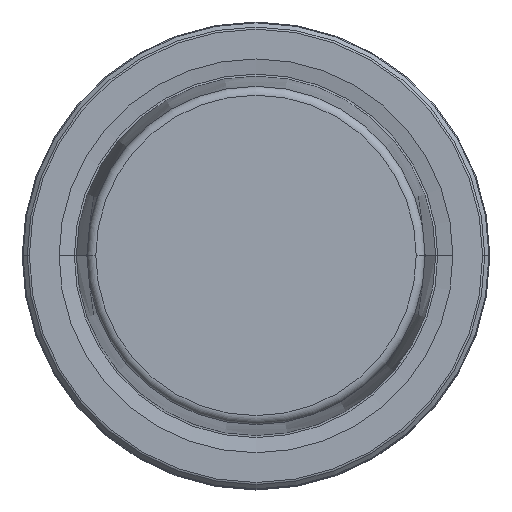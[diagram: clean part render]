
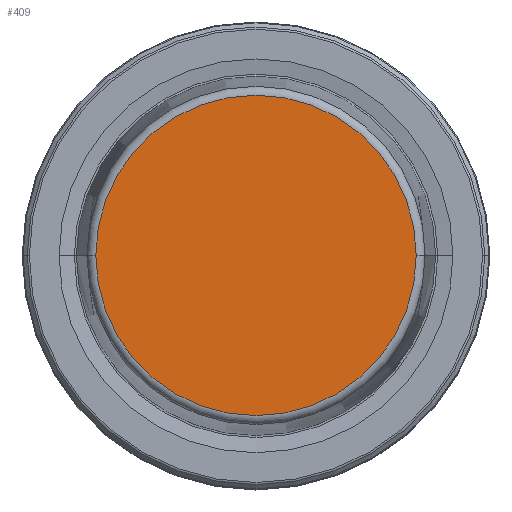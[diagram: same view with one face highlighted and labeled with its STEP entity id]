
A CAD part, top view. The second image highlights one B-rep face of the part: STEP entity #409.
In plain terms, the highlighted planar face has unit normal (0, 0, 1).
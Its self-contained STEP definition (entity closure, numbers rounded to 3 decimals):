
#41 = AXIS2_PLACEMENT_3D ( 'NONE', #913, #609, #798 ) ;
#73 = CARTESIAN_POINT ( 'NONE',  ( 0., 0., 31.9 ) ) ;
#87 = CARTESIAN_POINT ( 'NONE',  ( 21.581, 0., 31.9 ) ) ;
#100 = DIRECTION ( 'NONE',  ( 0., 0., 1. ) ) ;
#120 = FACE_OUTER_BOUND ( 'NONE', #526, .T. ) ;
#148 = CIRCLE ( 'NONE', #185, 21.581 ) ;
#185 = AXIS2_PLACEMENT_3D ( 'NONE', #73, #759, #1233 ) ;
#187 = CARTESIAN_POINT ( 'NONE',  ( -21.581, 0., 31.9 ) ) ;
#241 = PLANE ( 'NONE',  #41 ) ;
#298 = EDGE_CURVE ( 'NONE', #877, #344, #1066, .T. ) ;
#332 = AXIS2_PLACEMENT_3D ( 'NONE', #904, #100, #399 ) ;
#344 = VERTEX_POINT ( 'NONE', #87 ) ;
#353 = ORIENTED_EDGE ( 'NONE', *, *, #844, .T. ) ;
#399 = DIRECTION ( 'NONE',  ( 1., 0., 0. ) ) ;
#409 = ADVANCED_FACE ( 'NONE', ( #120 ), #241, .F. ) ;
#526 = EDGE_LOOP ( 'NONE', ( #353, #1149 ) ) ;
#609 = DIRECTION ( 'NONE',  ( 0., 0., -1. ) ) ;
#759 = DIRECTION ( 'NONE',  ( 0., 0., 1. ) ) ;
#798 = DIRECTION ( 'NONE',  ( -1., 0., 0. ) ) ;
#844 = EDGE_CURVE ( 'NONE', #344, #877, #148, .T. ) ;
#877 = VERTEX_POINT ( 'NONE', #187 ) ;
#904 = CARTESIAN_POINT ( 'NONE',  ( 0., 0., 31.9 ) ) ;
#913 = CARTESIAN_POINT ( 'NONE',  ( 0., 0., 31.9 ) ) ;
#1066 = CIRCLE ( 'NONE', #332, 21.581 ) ;
#1149 = ORIENTED_EDGE ( 'NONE', *, *, #298, .T. ) ;
#1233 = DIRECTION ( 'NONE',  ( 1., 0., 0. ) ) ;
